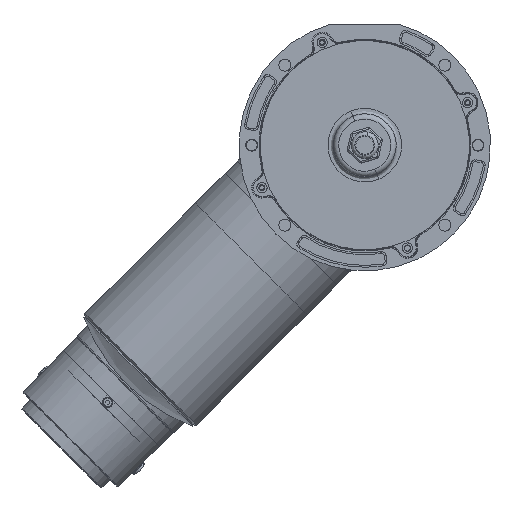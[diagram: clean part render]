
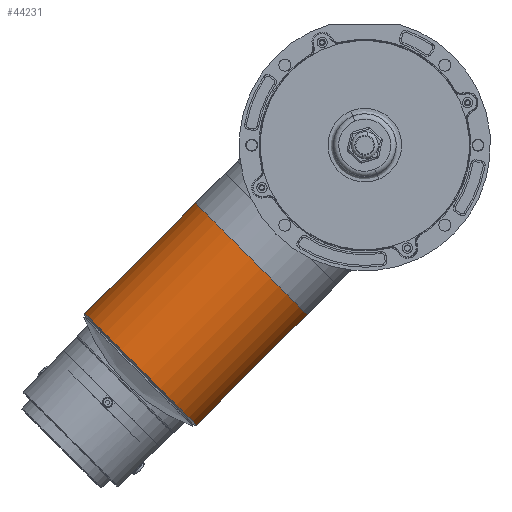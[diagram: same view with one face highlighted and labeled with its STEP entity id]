
A CAD part, front view. The second image highlights one B-rep face of the part: STEP entity #44231.
In plain terms, the highlighted cylindrical face has radius 44 mm (diameter 88 mm), a partial arc.
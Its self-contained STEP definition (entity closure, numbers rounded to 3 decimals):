
#806 = DIRECTION ( 'NONE',  ( 1., 0., 0. ) ) ;
#2075 = VERTEX_POINT ( 'NONE', #4784 ) ;
#2550 = CIRCLE ( 'NONE', #21289, 44. ) ;
#4784 = CARTESIAN_POINT ( 'NONE',  ( -115., 0., -44. ) ) ;
#6590 = CARTESIAN_POINT ( 'NONE',  ( -73., 0., 44. ) ) ;
#6606 = B_SPLINE_CURVE_WITH_KNOTS ( 'NONE', 3,
 ( #15014, #14726, #40822, #28510, #41945, #41370 ),
 .UNSPECIFIED., .F., .F.,
 ( 4, 2, 4 ),
 ( 0., 0.5, 1. ),
 .UNSPECIFIED. ) ;
#6689 = CARTESIAN_POINT ( 'NONE',  ( -43., 0., 44. ) ) ;
#6968 = DIRECTION ( 'NONE',  ( 0., 0., -1. ) ) ;
#7204 = DIRECTION ( 'NONE',  ( 0., 0., -1. ) ) ;
#7287 = CARTESIAN_POINT ( 'NONE',  ( -73., 0., 44. ) ) ;
#9407 = VERTEX_POINT ( 'NONE', #48891 ) ;
#9645 = EDGE_CURVE ( 'NONE', #11653, #2075, #23155, .T. ) ;
#10496 = DIRECTION ( 'NONE',  ( 1., 0., 0. ) ) ;
#11653 = VERTEX_POINT ( 'NONE', #52255 ) ;
#12698 = CARTESIAN_POINT ( 'NONE',  ( -115., 0., 44. ) ) ;
#12735 = AXIS2_PLACEMENT_3D ( 'NONE', #30701, #16888, #43552 ) ;
#14253 = ORIENTED_EDGE ( 'NONE', *, *, #14820, .F. ) ;
#14669 = ORIENTED_EDGE ( 'NONE', *, *, #56008, .T. ) ;
#14726 = CARTESIAN_POINT ( 'NONE',  ( -35.5, 0., -44. ) ) ;
#14820 = EDGE_CURVE ( 'NONE', #44373, #42017, #6606, .T. ) ;
#15014 = CARTESIAN_POINT ( 'NONE',  ( -28., 0., -44. ) ) ;
#15147 = FACE_OUTER_BOUND ( 'NONE', #22404, .T. ) ;
#16888 = DIRECTION ( 'NONE',  ( -1., 0., 0. ) ) ;
#20163 = CARTESIAN_POINT ( 'NONE',  ( -58., 0., 44. ) ) ;
#20571 = ORIENTED_EDGE ( 'NONE', *, *, #9645, .T. ) ;
#20888 = EDGE_CURVE ( 'NONE', #37129, #39977, #33196, .T. ) ;
#21289 = AXIS2_PLACEMENT_3D ( 'NONE', #47322, #38849, #7204 ) ;
#21310 = CARTESIAN_POINT ( 'NONE',  ( -28., 0., -44. ) ) ;
#21858 = DIRECTION ( 'NONE',  ( 1., 0., 0. ) ) ;
#22404 = EDGE_LOOP ( 'NONE', ( #14669, #20571, #29463, #14253, #55712, #22927, #54129 ) ) ;
#22927 = ORIENTED_EDGE ( 'NONE', *, *, #55207, .T. ) ;
#23155 = CIRCLE ( 'NONE', #38134, 44. ) ;
#23362 = DIRECTION ( 'NONE',  ( 0., 0., -1. ) ) ;
#28510 = CARTESIAN_POINT ( 'NONE',  ( -58., 0., -44. ) ) ;
#28666 = CARTESIAN_POINT ( 'NONE',  ( -115., 0., 0. ) ) ;
#29412 = EDGE_CURVE ( 'NONE', #2075, #42017, #30378, .T. ) ;
#29463 = ORIENTED_EDGE ( 'NONE', *, *, #29412, .T. ) ;
#29563 = CARTESIAN_POINT ( 'NONE',  ( -28., 0., 44. ) ) ;
#29670 = CARTESIAN_POINT ( 'NONE',  ( 0., 0., 44. ) ) ;
#30378 = LINE ( 'NONE', #34813, #55078 ) ;
#30701 = CARTESIAN_POINT ( 'NONE',  ( 0., 0., 0. ) ) ;
#32755 = CARTESIAN_POINT ( 'NONE',  ( -115., 0., 0. ) ) ;
#33070 = CYLINDRICAL_SURFACE ( 'NONE', #12735, 44. ) ;
#33196 = LINE ( 'NONE', #29670, #35774 ) ;
#33478 = AXIS2_PLACEMENT_3D ( 'NONE', #28666, #10496, #6968 ) ;
#34088 = DIRECTION ( 'NONE',  ( 1., 0., 0. ) ) ;
#34813 = CARTESIAN_POINT ( 'NONE',  ( 0., 0., -44. ) ) ;
#35774 = VECTOR ( 'NONE', #34088, 1000. ) ;
#36240 = CARTESIAN_POINT ( 'NONE',  ( -73., 0., -44. ) ) ;
#37129 = VERTEX_POINT ( 'NONE', #12698 ) ;
#38134 = AXIS2_PLACEMENT_3D ( 'NONE', #32755, #806, #23362 ) ;
#38849 = DIRECTION ( 'NONE',  ( 1., 0., 0. ) ) ;
#39977 = VERTEX_POINT ( 'NONE', #6590 ) ;
#40822 = CARTESIAN_POINT ( 'NONE',  ( -43., 0., -44. ) ) ;
#41370 = CARTESIAN_POINT ( 'NONE',  ( -73., 0., -44. ) ) ;
#41945 = CARTESIAN_POINT ( 'NONE',  ( -65.501, -0.001, -43.999 ) ) ;
#42017 = VERTEX_POINT ( 'NONE', #36240 ) ;
#43552 = DIRECTION ( 'NONE',  ( 0., 0., 1. ) ) ;
#44231 = ADVANCED_FACE ( 'NONE', ( #15147 ), #33070, .T. ) ;
#44373 = VERTEX_POINT ( 'NONE', #21310 ) ;
#46777 = B_SPLINE_CURVE_WITH_KNOTS ( 'NONE', 3,
 ( #29563, #6689, #20163, #7287 ),
 .UNSPECIFIED., .F., .F.,
 ( 4, 4 ),
 ( 0., 1. ),
 .UNSPECIFIED. ) ;
#47322 = CARTESIAN_POINT ( 'NONE',  ( -28., 0., 0. ) ) ;
#48891 = CARTESIAN_POINT ( 'NONE',  ( -28., 0., 44. ) ) ;
#49356 = CIRCLE ( 'NONE', #33478, 44. ) ;
#52255 = CARTESIAN_POINT ( 'NONE',  ( -115., -44., 0. ) ) ;
#54129 = ORIENTED_EDGE ( 'NONE', *, *, #20888, .F. ) ;
#55078 = VECTOR ( 'NONE', #21858, 1000. ) ;
#55207 = EDGE_CURVE ( 'NONE', #9407, #39977, #46777, .T. ) ;
#55712 = ORIENTED_EDGE ( 'NONE', *, *, #57434, .F. ) ;
#56008 = EDGE_CURVE ( 'NONE', #37129, #11653, #49356, .T. ) ;
#57434 = EDGE_CURVE ( 'NONE', #9407, #44373, #2550, .T. ) ;
